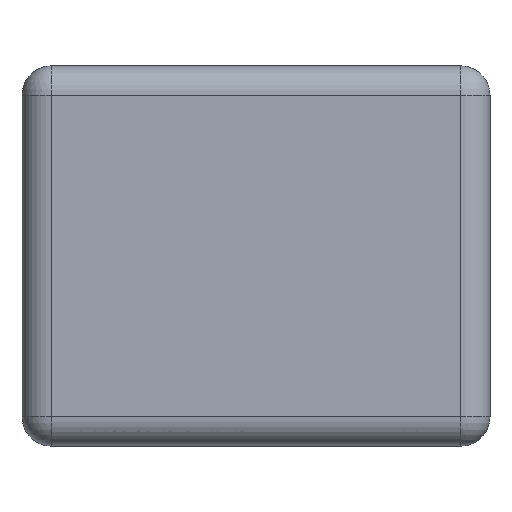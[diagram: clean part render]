
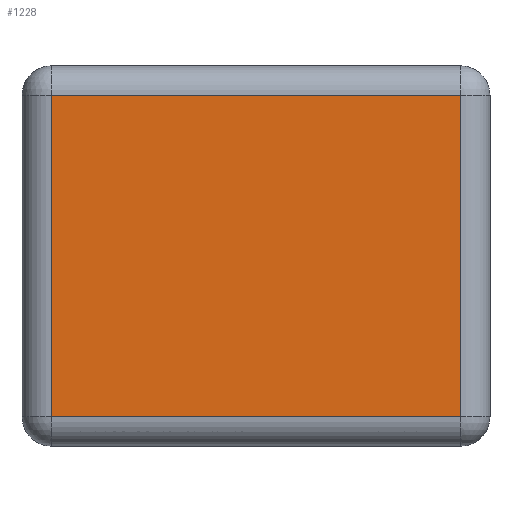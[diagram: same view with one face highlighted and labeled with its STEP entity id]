
A CAD part, left-side view. The second image highlights one B-rep face of the part: STEP entity #1228.
In plain terms, the highlighted planar face has unit normal (-1, 0, 0).
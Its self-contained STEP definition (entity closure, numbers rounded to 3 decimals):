
#832=CARTESIAN_POINT('',(-1.6,-0.7,0.1));
#833=VERTEX_POINT('',#832);
#878=CARTESIAN_POINT('',(-1.6,-0.7,1.2));
#879=VERTEX_POINT('',#878);
#904=CARTESIAN_POINT('',(-1.6,0.7,0.1));
#905=VERTEX_POINT('',#904);
#937=CARTESIAN_POINT('',(-1.6,0.7,1.2));
#938=VERTEX_POINT('',#937);
#1012=CARTESIAN_POINT('',(-1.6,0.7,0.1));
#1013=DIRECTION('',(0.0,0.0,1.0));
#1014=VECTOR('',#1013,1.1);
#1015=LINE('',#1012,#1014);
#1016=EDGE_CURVE('',#905,#938,#1015,.T.);
#1027=CARTESIAN_POINT('',(-1.6,0.7,1.2));
#1028=DIRECTION('',(0.0,-1.0,0.0));
#1029=VECTOR('',#1028,1.4);
#1030=LINE('',#1027,#1029);
#1031=EDGE_CURVE('',#938,#879,#1030,.T.);
#1049=CARTESIAN_POINT('',(-1.6,-0.7,0.1));
#1050=DIRECTION('',(0.0,1.0,0.0));
#1051=VECTOR('',#1050,1.4);
#1052=LINE('',#1049,#1051);
#1053=EDGE_CURVE('',#833,#905,#1052,.T.);
#1103=CARTESIAN_POINT('',(-1.6,-0.7,1.2));
#1104=DIRECTION('',(0.0,0.0,-1.0));
#1105=VECTOR('',#1104,1.1);
#1106=LINE('',#1103,#1105);
#1107=EDGE_CURVE('',#879,#833,#1106,.T.);
#1217=CARTESIAN_POINT('',(-1.6,-0.8,0.0));
#1218=DIRECTION('',(-1.0,0.0,0.0));
#1219=DIRECTION('',(0.0,0.0,1.0));
#1220=AXIS2_PLACEMENT_3D('',#1217,#1218,#1219);
#1221=PLANE('',#1220);
#1222=ORIENTED_EDGE('',*,*,#1016,.F.);
#1223=ORIENTED_EDGE('',*,*,#1053,.F.);
#1224=ORIENTED_EDGE('',*,*,#1107,.F.);
#1225=ORIENTED_EDGE('',*,*,#1031,.F.);
#1226=EDGE_LOOP('',(#1222,#1223,#1224,#1225));
#1227=FACE_OUTER_BOUND('',#1226,.T.);
#1228=ADVANCED_FACE('',(#1227),#1221,.T.);
